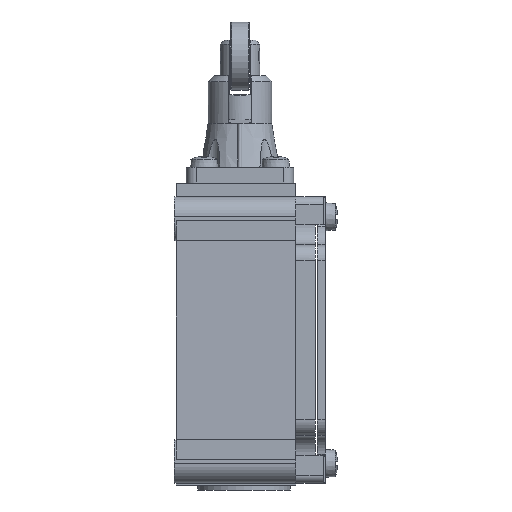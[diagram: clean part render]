
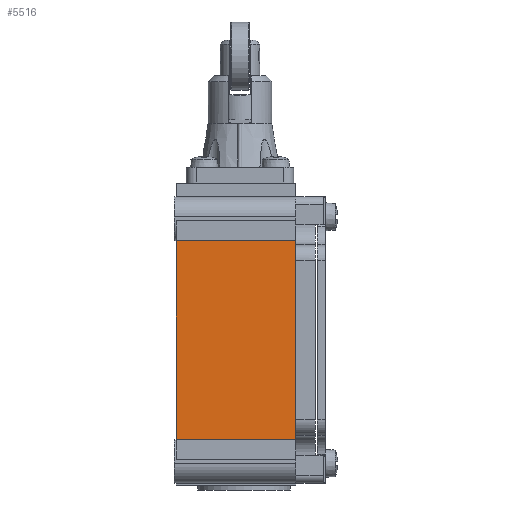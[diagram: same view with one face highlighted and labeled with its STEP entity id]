
A CAD part, left-side view. The second image highlights one B-rep face of the part: STEP entity #5516.
In plain terms, the highlighted planar face has unit normal (-1, -0.008, 0).
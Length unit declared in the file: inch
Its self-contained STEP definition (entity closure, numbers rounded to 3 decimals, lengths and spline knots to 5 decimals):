
#173 = LINE ( 'NONE', #8352, #10699 ) ;
#286 = VECTOR ( 'NONE', #6586, 39.37008 ) ;
#829 = CARTESIAN_POINT ( 'NONE',  ( -0.79724, 0.66929, 0.5 ) ) ;
#1143 = DIRECTION ( 'NONE',  ( 0., 0., 1. ) ) ;
#1275 = EDGE_CURVE ( 'NONE', #11050, #4733, #7426, .T. ) ;
#1894 = EDGE_LOOP ( 'NONE', ( #7997, #4858, #3843, #6033, #5617, #3099 ) ) ;
#2271 = CARTESIAN_POINT ( 'NONE',  ( -0.79724, 0.66929, 0.5 ) ) ;
#2367 = CARTESIAN_POINT ( 'NONE',  ( -0.7874, -0.51181, 1.48425 ) ) ;
#2772 = VECTOR ( 'NONE', #6191, 39.37008 ) ;
#3099 = ORIENTED_EDGE ( 'NONE', *, *, #3237, .T. ) ;
#3237 = EDGE_CURVE ( 'NONE', #9427, #9616, #13156, .T. ) ;
#3843 = ORIENTED_EDGE ( 'NONE', *, *, #7670, .T. ) ;
#4384 = CARTESIAN_POINT ( 'NONE',  ( -0.7874, -0.51181, 2.32645 ) ) ;
#4539 = VECTOR ( 'NONE', #12056, 39.37008 ) ;
#4733 = VERTEX_POINT ( 'NONE', #829 ) ;
#4858 = ORIENTED_EDGE ( 'NONE', *, *, #1275, .T. ) ;
#5240 = CARTESIAN_POINT ( 'NONE',  ( -0.7874, -0.51181, 0.5 ) ) ;
#5415 = PLANE ( 'NONE',  #11885 ) ;
#5516 = ADVANCED_FACE ( 'NONE', ( #11823 ), #5415, .T. ) ;
#5617 = ORIENTED_EDGE ( 'NONE', *, *, #6207, .T. ) ;
#5907 = LINE ( 'NONE', #2271, #286 ) ;
#5976 = LINE ( 'NONE', #12667, #9322 ) ;
#6033 = ORIENTED_EDGE ( 'NONE', *, *, #11482, .T. ) ;
#6191 = DIRECTION ( 'NONE',  ( 0., 0., -1. ) ) ;
#6207 = EDGE_CURVE ( 'NONE', #12729, #9427, #8809, .T. ) ;
#6586 = DIRECTION ( 'NONE',  ( 0.008, -1., 0. ) ) ;
#6731 = DIRECTION ( 'NONE',  ( -0.008, 1., 0. ) ) ;
#7313 = VECTOR ( 'NONE', #1143, 39.37008 ) ;
#7426 = LINE ( 'NONE', #9505, #2772 ) ;
#7670 = EDGE_CURVE ( 'NONE', #4733, #10742, #5907, .T. ) ;
#7997 = ORIENTED_EDGE ( 'NONE', *, *, #11391, .T. ) ;
#8044 = CARTESIAN_POINT ( 'NONE',  ( -0.7874, -0.51181, 2.4685 ) ) ;
#8352 = CARTESIAN_POINT ( 'NONE',  ( -0.7874, -0.51181, 1.48425 ) ) ;
#8809 = LINE ( 'NONE', #13194, #4539 ) ;
#9322 = VECTOR ( 'NONE', #6731, 39.37008 ) ;
#9427 = VERTEX_POINT ( 'NONE', #4384 ) ;
#9505 = CARTESIAN_POINT ( 'NONE',  ( -0.79724, 0.66929, 1.53874 ) ) ;
#9616 = VERTEX_POINT ( 'NONE', #8044 ) ;
#10699 = VECTOR ( 'NONE', #12956, 39.37008 ) ;
#10742 = VERTEX_POINT ( 'NONE', #5240 ) ;
#10805 = CARTESIAN_POINT ( 'NONE',  ( -0.79724, 0.66929, 1.48425 ) ) ;
#11022 = DIRECTION ( 'NONE',  ( -1., -0.008, 0. ) ) ;
#11050 = VERTEX_POINT ( 'NONE', #13626 ) ;
#11391 = EDGE_CURVE ( 'NONE', #9616, #11050, #5976, .T. ) ;
#11482 = EDGE_CURVE ( 'NONE', #10742, #12729, #173, .T. ) ;
#11823 = FACE_OUTER_BOUND ( 'NONE', #1894, .T. ) ;
#11885 = AXIS2_PLACEMENT_3D ( 'NONE', #10805, #11022, #13033 ) ;
#12056 = DIRECTION ( 'NONE',  ( 0., 0., 1. ) ) ;
#12667 = CARTESIAN_POINT ( 'NONE',  ( -0.79724, 0.66929, 2.4685 ) ) ;
#12729 = VERTEX_POINT ( 'NONE', #13536 ) ;
#12956 = DIRECTION ( 'NONE',  ( 0., 0., 1. ) ) ;
#13033 = DIRECTION ( 'NONE',  ( 0.008, -1., 0. ) ) ;
#13156 = LINE ( 'NONE', #2367, #7313 ) ;
#13194 = CARTESIAN_POINT ( 'NONE',  ( -0.7874, -0.51181, 1.48425 ) ) ;
#13536 = CARTESIAN_POINT ( 'NONE',  ( -0.7874, -0.51181, 0.64205 ) ) ;
#13626 = CARTESIAN_POINT ( 'NONE',  ( -0.79724, 0.66929, 2.4685 ) ) ;
